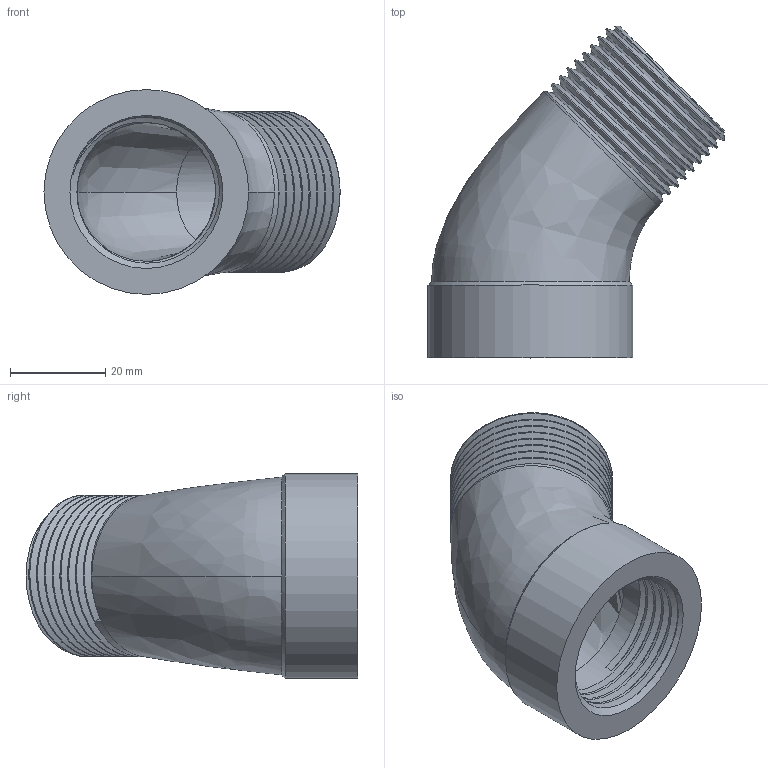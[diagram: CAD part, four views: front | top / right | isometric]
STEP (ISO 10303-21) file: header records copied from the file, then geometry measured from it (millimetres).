
FILE_DESCRIPTION(/* description */ ('Unknown'),/* implementation_level */ '2;1');
FILE_NAME(/* name */ '20201118-R-306-L013-DN25',/* time_stamp */ '2020-11-18T10:38:39+08:00',/* author */ ('Unknown'),/* organization */ ('Unknown'),/* preprocessor_version */ 'ST-DEVELOPER v16.7',/* originating_system */ 'DEX',/* authorisation */ $);
FILE_SCHEMA (('AUTOMOTIVE_DESIGN {1 0 10303 214 3 1 1}'));
Length unit declared in the file: millimetre
Products named in the file (1): R-306-DN25
Bounding box: 62.16 x 69.66 x 43 mm (x, y, z)
Volume: 37799.7 mm3; surface area: 16834.4 mm2
Topology: 1 solids, 1 shells, 24 faces, 112 edges, 90 vertices
Faces by surface type: cylinder 9, bspline 8, plane 4, cone 3
Full cylindrical faces by diameter (mm): 24 x1, 29.1 x3, 43 x1
Entity records: 6367 total; most frequent: CARTESIAN_POINT 5693, ORIENTED_EDGE 206, EDGE_CURVE 103, VERTEX_POINT 90, DIRECTION 59, B_SPLINE_CURVE_WITH_KNOTS 31, EDGE_LOOP 29, FACE_BOUND 29
